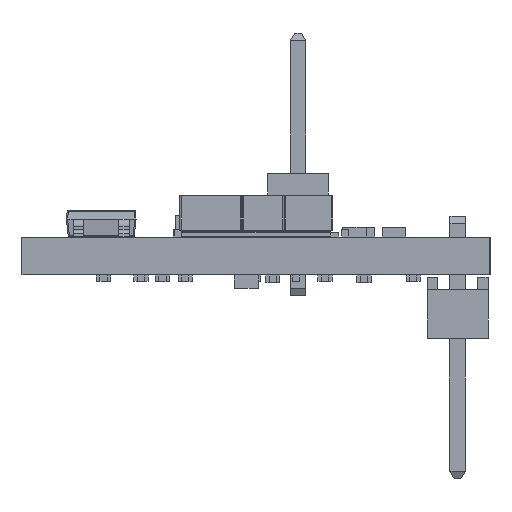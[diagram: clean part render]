
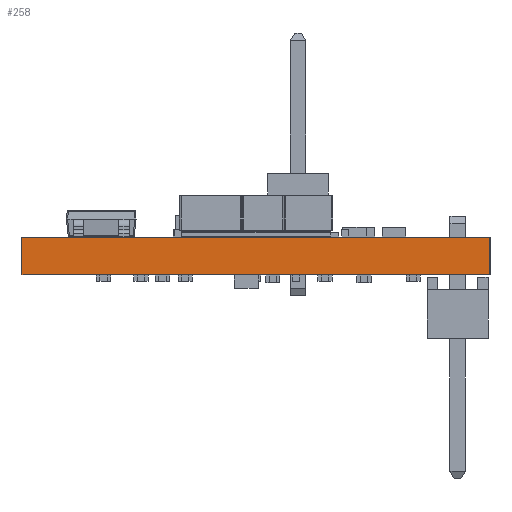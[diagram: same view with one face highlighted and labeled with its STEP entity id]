
A CAD part, left-side view. The second image highlights one B-rep face of the part: STEP entity #258.
In plain terms, the highlighted planar face has unit normal (-1, 0, 0).
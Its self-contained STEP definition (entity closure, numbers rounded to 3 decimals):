
#258 = ADVANCED_FACE('',(#259),#293,.T.);
#259 = FACE_BOUND('',#260,.T.);
#260 = EDGE_LOOP('',(#261,#271,#279,#287));
#261 = ORIENTED_EDGE('',*,*,#262,.T.);
#262 = EDGE_CURVE('',#263,#265,#267,.T.);
#263 = VERTEX_POINT('',#264);
#264 = CARTESIAN_POINT('',(0.,0.,0.));
#265 = VERTEX_POINT('',#266);
#266 = CARTESIAN_POINT('',(0.,0.,1.578));
#267 = LINE('',#268,#269);
#268 = CARTESIAN_POINT('',(0.,0.,0.));
#269 = VECTOR('',#270,1.);
#270 = DIRECTION('',(0.,0.,1.));
#271 = ORIENTED_EDGE('',*,*,#272,.T.);
#272 = EDGE_CURVE('',#265,#273,#275,.T.);
#273 = VERTEX_POINT('',#274);
#274 = CARTESIAN_POINT('',(0.,19.5,1.578));
#275 = LINE('',#276,#277);
#276 = CARTESIAN_POINT('',(0.,0.,1.578));
#277 = VECTOR('',#278,1.);
#278 = DIRECTION('',(0.,1.,0.));
#279 = ORIENTED_EDGE('',*,*,#280,.F.);
#280 = EDGE_CURVE('',#281,#273,#283,.T.);
#281 = VERTEX_POINT('',#282);
#282 = CARTESIAN_POINT('',(0.,19.5,0.));
#283 = LINE('',#284,#285);
#284 = CARTESIAN_POINT('',(0.,19.5,0.));
#285 = VECTOR('',#286,1.);
#286 = DIRECTION('',(0.,0.,1.));
#287 = ORIENTED_EDGE('',*,*,#288,.F.);
#288 = EDGE_CURVE('',#263,#281,#289,.T.);
#289 = LINE('',#290,#291);
#290 = CARTESIAN_POINT('',(0.,0.,0.));
#291 = VECTOR('',#292,1.);
#292 = DIRECTION('',(0.,1.,0.));
#293 = PLANE('',#294);
#294 = AXIS2_PLACEMENT_3D('',#295,#296,#297);
#295 = CARTESIAN_POINT('',(0.,0.,0.));
#296 = DIRECTION('',(-1.,0.,0.));
#297 = DIRECTION('',(0.,1.,0.));
